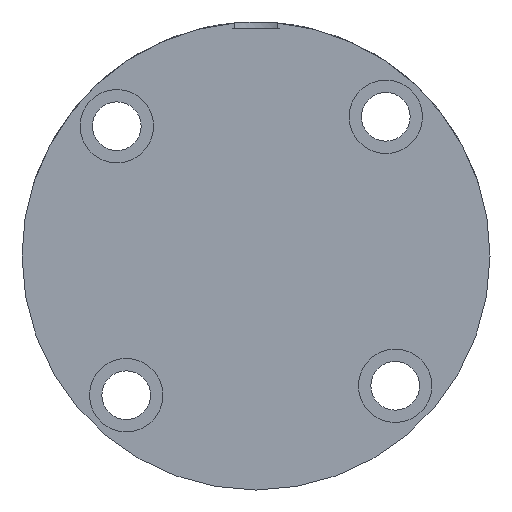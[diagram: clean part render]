
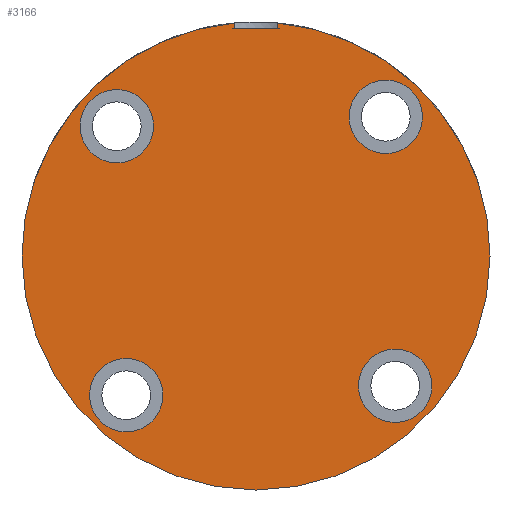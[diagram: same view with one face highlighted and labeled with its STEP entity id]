
A CAD part, left-side view. The second image highlights one B-rep face of the part: STEP entity #3166.
In plain terms, the highlighted face is planar.
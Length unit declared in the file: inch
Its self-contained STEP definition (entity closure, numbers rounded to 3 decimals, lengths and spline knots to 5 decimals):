
#8 = VECTOR ( 'NONE', #4139, 39.37008 ) ;
#60 = CIRCLE ( 'NONE', #948, 0.1175 ) ;
#78 = DIRECTION ( 'NONE',  ( 0., 1., 0. ) ) ;
#116 = AXIS2_PLACEMENT_3D ( 'NONE', #3649, #1542, #4018 ) ;
#191 = AXIS2_PLACEMENT_3D ( 'NONE', #2873, #761, #3244 ) ;
#203 = EDGE_CURVE ( 'NONE', #4086, #2558, #60, .T. ) ;
#415 = EDGE_CURVE ( 'NONE', #3502, #2578, #4499, .T. ) ;
#430 = CARTESIAN_POINT ( 'NONE',  ( 0.44613, 0.34, 0.29852 ) ) ;
#483 = CARTESIAN_POINT ( 'NONE',  ( 0.41602, 0.34, -0.56363 ) ) ;
#503 = FACE_OUTER_BOUND ( 'NONE', #2975, .T. ) ;
#591 = CARTESIAN_POINT ( 'NONE',  ( -0.26491, 0.34, -0.06938 ) ) ;
#614 = FACE_BOUND ( 'NONE', #2858, .T. ) ;
#681 = DIRECTION ( 'NONE',  ( 0., 0., 1. ) ) ;
#700 = VECTOR ( 'NONE', #1748, 39.37008 ) ;
#761 = DIRECTION ( 'NONE',  ( 0., 1., 0. ) ) ;
#948 = AXIS2_PLACEMENT_3D ( 'NONE', #3111, #3102, #2818 ) ;
#999 = EDGE_CURVE ( 'NONE', #3513, #4162, #1043, .T. ) ;
#1043 = LINE ( 'NONE', #591, #2807 ) ;
#1065 = CIRCLE ( 'NONE', #2163, 0.75 ) ;
#1109 = EDGE_CURVE ( 'NONE', #2558, #4086, #3767, .T. ) ;
#1178 = CARTESIAN_POINT ( 'NONE',  ( 0.44613, 0.34, 0.41602 ) ) ;
#1232 = CARTESIAN_POINT ( 'NONE',  ( -0.44613, 0.34, -0.41602 ) ) ;
#1322 = AXIS2_PLACEMENT_3D ( 'NONE', #1434, #3915, #1787 ) ;
#1327 = CIRCLE ( 'NONE', #3450, 0.1175 ) ;
#1434 = CARTESIAN_POINT ( 'NONE',  ( -0.44613, 0.34, -0.41602 ) ) ;
#1472 = FACE_BOUND ( 'NONE', #2092, .T. ) ;
#1542 = DIRECTION ( 'NONE',  ( 0., 1., 0. ) ) ;
#1554 = DIRECTION ( 'NONE',  ( 0., 0., 1. ) ) ;
#1592 = DIRECTION ( 'NONE',  ( 0., -1., 0. ) ) ;
#1610 = DIRECTION ( 'NONE',  ( 0., 0., 1. ) ) ;
#1618 = DIRECTION ( 'NONE',  ( 0., 1., 0. ) ) ;
#1636 = AXIS2_PLACEMENT_3D ( 'NONE', #2060, #4531, #2392 ) ;
#1665 = CARTESIAN_POINT ( 'NONE',  ( -0.73, 0.34, 0. ) ) ;
#1703 = FACE_BOUND ( 'NONE', #3025, .T. ) ;
#1748 = DIRECTION ( 'NONE',  ( 1., 0., 0. ) ) ;
#1751 = DIRECTION ( 'NONE',  ( 0., 0., 1. ) ) ;
#1780 = CIRCLE ( 'NONE', #116, 0.1175 ) ;
#1787 = DIRECTION ( 'NONE',  ( 0., 0., 1. ) ) ;
#1930 = CARTESIAN_POINT ( 'NONE',  ( -0.74678, 0.34, -0.06938 ) ) ;
#1934 = CARTESIAN_POINT ( 'NONE',  ( -0.74678, 0.34, 0.06938 ) ) ;
#1994 = ORIENTED_EDGE ( 'NONE', *, *, #1109, .F. ) ;
#2059 = CIRCLE ( 'NONE', #191, 0.1175 ) ;
#2060 = CARTESIAN_POINT ( 'NONE',  ( 0.41602, 0.34, -0.44613 ) ) ;
#2092 = EDGE_LOOP ( 'NONE', ( #1994, #2377 ) ) ;
#2100 = CARTESIAN_POINT ( 'NONE',  ( -0.26491, 0.34, 0.06938 ) ) ;
#2110 = ORIENTED_EDGE ( 'NONE', *, *, #2355, .F. ) ;
#2117 = AXIS2_PLACEMENT_3D ( 'NONE', #2220, #78, #2566 ) ;
#2139 = ORIENTED_EDGE ( 'NONE', *, *, #4108, .F. ) ;
#2141 = EDGE_CURVE ( 'NONE', #2223, #3375, #2059, .T. ) ;
#2145 = CARTESIAN_POINT ( 'NONE',  ( -0.44613, 0.34, -0.29852 ) ) ;
#2150 = DIRECTION ( 'NONE',  ( 0., 1., 0. ) ) ;
#2163 = AXIS2_PLACEMENT_3D ( 'NONE', #3732, #1618, #4089 ) ;
#2194 = CARTESIAN_POINT ( 'NONE',  ( 0.41602, 0.34, -0.32863 ) ) ;
#2200 = EDGE_CURVE ( 'NONE', #3502, #2614, #3489, .T. ) ;
#2220 = CARTESIAN_POINT ( 'NONE',  ( 0., 0.34, 0. ) ) ;
#2223 = VERTEX_POINT ( 'NONE', #483 ) ;
#2229 = ORIENTED_EDGE ( 'NONE', *, *, #3614, .T. ) ;
#2243 = AXIS2_PLACEMENT_3D ( 'NONE', #1178, #3665, #1554 ) ;
#2262 = CARTESIAN_POINT ( 'NONE',  ( -0.73, 0.34, 0.06938 ) ) ;
#2280 = ORIENTED_EDGE ( 'NONE', *, *, #2141, .F. ) ;
#2341 = EDGE_LOOP ( 'NONE', ( #4145, #2280 ) ) ;
#2355 = EDGE_CURVE ( 'NONE', #2410, #3090, #2803, .T. ) ;
#2377 = ORIENTED_EDGE ( 'NONE', *, *, #203, .F. ) ;
#2389 = FACE_BOUND ( 'NONE', #2341, .T. ) ;
#2392 = DIRECTION ( 'NONE',  ( 0., 0., 1. ) ) ;
#2410 = VERTEX_POINT ( 'NONE', #2145 ) ;
#2558 = VERTEX_POINT ( 'NONE', #2963 ) ;
#2566 = DIRECTION ( 'NONE',  ( 0., 0., 1. ) ) ;
#2578 = VERTEX_POINT ( 'NONE', #2262 ) ;
#2603 = CARTESIAN_POINT ( 'NONE',  ( 0., 0.34, 0. ) ) ;
#2614 = VERTEX_POINT ( 'NONE', #4073 ) ;
#2635 = EDGE_CURVE ( 'NONE', #3555, #4162, #1065, .T. ) ;
#2693 = CARTESIAN_POINT ( 'NONE',  ( 0., 0.34, 0. ) ) ;
#2701 = DIRECTION ( 'NONE',  ( 0., 1., 0. ) ) ;
#2716 = AXIS2_PLACEMENT_3D ( 'NONE', #4285, #2150, #1751 ) ;
#2751 = LINE ( 'NONE', #1665, #8 ) ;
#2803 = CIRCLE ( 'NONE', #1322, 0.1175 ) ;
#2807 = VECTOR ( 'NONE', #3815, 39.37008 ) ;
#2818 = DIRECTION ( 'NONE',  ( 0., 0., 1. ) ) ;
#2858 = EDGE_LOOP ( 'NONE', ( #2110, #4189 ) ) ;
#2873 = CARTESIAN_POINT ( 'NONE',  ( 0.41602, 0.34, -0.44613 ) ) ;
#2904 = ORIENTED_EDGE ( 'NONE', *, *, #999, .F. ) ;
#2959 = ORIENTED_EDGE ( 'NONE', *, *, #415, .F. ) ;
#2963 = CARTESIAN_POINT ( 'NONE',  ( -0.41602, 0.34, 0.56363 ) ) ;
#2971 = PLANE ( 'NONE',  #4369 ) ;
#2974 = CARTESIAN_POINT ( 'NONE',  ( -0.73, 0.34, -0.06938 ) ) ;
#2975 = EDGE_LOOP ( 'NONE', ( #2959, #3009, #2229, #3330, #2904, #3031 ) ) ;
#2999 = CARTESIAN_POINT ( 'NONE',  ( 0.44613, 0.34, 0.53352 ) ) ;
#3009 = ORIENTED_EDGE ( 'NONE', *, *, #2200, .T. ) ;
#3025 = EDGE_LOOP ( 'NONE', ( #2139, #3357 ) ) ;
#3031 = ORIENTED_EDGE ( 'NONE', *, *, #3605, .F. ) ;
#3090 = VERTEX_POINT ( 'NONE', #3284 ) ;
#3102 = DIRECTION ( 'NONE',  ( 0., 1., 0. ) ) ;
#3111 = CARTESIAN_POINT ( 'NONE',  ( -0.41602, 0.34, 0.44613 ) ) ;
#3166 = ADVANCED_FACE ( 'PLANAR_0', ( #614, #2389, #1703, #1472, #503 ), #2971, .F. ) ;
#3244 = DIRECTION ( 'NONE',  ( 0., 0., 1. ) ) ;
#3284 = CARTESIAN_POINT ( 'NONE',  ( -0.44613, 0.34, -0.53352 ) ) ;
#3309 = CIRCLE ( 'NONE', #1636, 0.1175 ) ;
#3330 = ORIENTED_EDGE ( 'NONE', *, *, #2635, .T. ) ;
#3357 = ORIENTED_EDGE ( 'NONE', *, *, #3404, .F. ) ;
#3375 = VERTEX_POINT ( 'NONE', #2194 ) ;
#3404 = EDGE_CURVE ( 'NONE', #3768, #3940, #1780, .T. ) ;
#3450 = AXIS2_PLACEMENT_3D ( 'NONE', #1232, #3718, #1610 ) ;
#3489 = CIRCLE ( 'NONE', #2117, 0.75 ) ;
#3502 = VERTEX_POINT ( 'NONE', #1934 ) ;
#3513 = VERTEX_POINT ( 'NONE', #2974 ) ;
#3555 = VERTEX_POINT ( 'NONE', #3724 ) ;
#3605 = EDGE_CURVE ( 'NONE', #2578, #3513, #2751, .T. ) ;
#3614 = EDGE_CURVE ( 'NONE', #2614, #3555, #3721, .T. ) ;
#3629 = CARTESIAN_POINT ( 'NONE',  ( -0.41602, 0.34, 0.32863 ) ) ;
#3649 = CARTESIAN_POINT ( 'NONE',  ( 0.44613, 0.34, 0.41602 ) ) ;
#3665 = DIRECTION ( 'NONE',  ( 0., 1., 0. ) ) ;
#3718 = DIRECTION ( 'NONE',  ( 0., 1., 0. ) ) ;
#3721 = CIRCLE ( 'NONE', #4200, 0.75 ) ;
#3724 = CARTESIAN_POINT ( 'NONE',  ( 0., 0.34, -0.75 ) ) ;
#3732 = CARTESIAN_POINT ( 'NONE',  ( 0., 0.34, 0. ) ) ;
#3767 = CIRCLE ( 'NONE', #2716, 0.1175 ) ;
#3768 = VERTEX_POINT ( 'NONE', #430 ) ;
#3815 = DIRECTION ( 'NONE',  ( -1., 0., 0. ) ) ;
#3915 = DIRECTION ( 'NONE',  ( 0., 1., 0. ) ) ;
#3940 = VERTEX_POINT ( 'NONE', #2999 ) ;
#4018 = DIRECTION ( 'NONE',  ( 0., 0., 1. ) ) ;
#4069 = DIRECTION ( 'NONE',  ( 0., 0., -1. ) ) ;
#4073 = CARTESIAN_POINT ( 'NONE',  ( 0., 0.34, 0.75 ) ) ;
#4086 = VERTEX_POINT ( 'NONE', #3629 ) ;
#4089 = DIRECTION ( 'NONE',  ( 0., 0., 1. ) ) ;
#4108 = EDGE_CURVE ( 'NONE', #3940, #3768, #4377, .T. ) ;
#4139 = DIRECTION ( 'NONE',  ( 0., 0., -1. ) ) ;
#4145 = ORIENTED_EDGE ( 'NONE', *, *, #4535, .F. ) ;
#4162 = VERTEX_POINT ( 'NONE', #1930 ) ;
#4189 = ORIENTED_EDGE ( 'NONE', *, *, #4207, .F. ) ;
#4200 = AXIS2_PLACEMENT_3D ( 'NONE', #2693, #2701, #681 ) ;
#4207 = EDGE_CURVE ( 'NONE', #3090, #2410, #1327, .T. ) ;
#4285 = CARTESIAN_POINT ( 'NONE',  ( -0.41602, 0.34, 0.44613 ) ) ;
#4369 = AXIS2_PLACEMENT_3D ( 'NONE', #2603, #1592, #4069 ) ;
#4377 = CIRCLE ( 'NONE', #2243, 0.1175 ) ;
#4499 = LINE ( 'NONE', #2100, #700 ) ;
#4531 = DIRECTION ( 'NONE',  ( 0., 1., 0. ) ) ;
#4535 = EDGE_CURVE ( 'NONE', #3375, #2223, #3309, .T. ) ;
